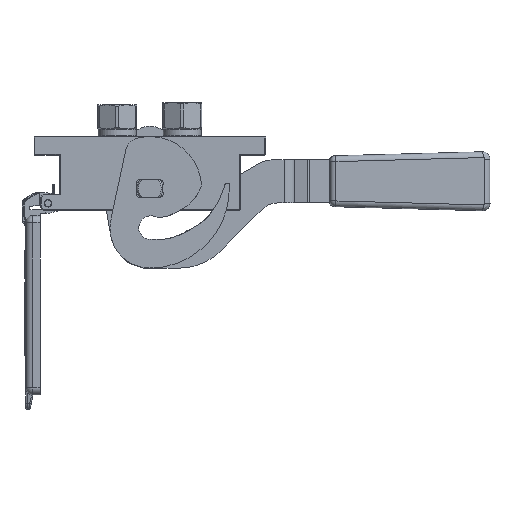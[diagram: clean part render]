
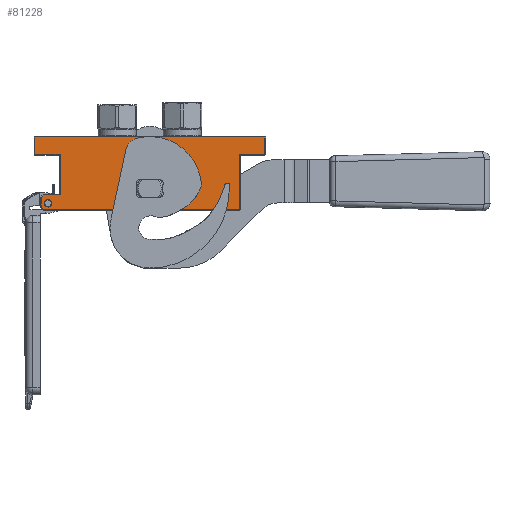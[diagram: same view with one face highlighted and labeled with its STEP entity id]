
A CAD part, front view. The second image highlights one B-rep face of the part: STEP entity #81228.
In plain terms, the highlighted planar face has unit normal (0, -1, 0).
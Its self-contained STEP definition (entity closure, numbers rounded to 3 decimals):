
#106 = VERTEX_POINT ( 'NONE', #91447 ) ;
#1838 = LINE ( 'NONE', #55535, #42603 ) ;
#2550 = LINE ( 'NONE', #65254, #87962 ) ;
#3880 = CARTESIAN_POINT ( 'NONE',  ( -72.85, 0., -46.3 ) ) ;
#4040 = VERTEX_POINT ( 'NONE', #79927 ) ;
#4366 = FACE_OUTER_BOUND ( 'NONE', #18517, .T. ) ;
#4382 = ORIENTED_EDGE ( 'NONE', *, *, #71980, .F. ) ;
#4582 = DIRECTION ( 'NONE',  ( 1., 0., 0. ) ) ;
#4764 = DIRECTION ( 'NONE',  ( 0., 1., 0. ) ) ;
#4766 = VECTOR ( 'NONE', #26349, 1000. ) ;
#6597 = DIRECTION ( 'NONE',  ( -1., 0., 0. ) ) ;
#8427 = VECTOR ( 'NONE', #28007, 1000. ) ;
#9095 = CARTESIAN_POINT ( 'NONE',  ( -79.5, 0., -0.5 ) ) ;
#10067 = DIRECTION ( 'NONE',  ( 0., 1., 0. ) ) ;
#10261 = VERTEX_POINT ( 'NONE', #108750 ) ;
#11726 = LINE ( 'NONE', #80759, #56335 ) ;
#11758 = CARTESIAN_POINT ( 'NONE',  ( -79.5, 0., -0.5 ) ) ;
#13449 = EDGE_CURVE ( 'NONE', #51355, #41636, #1838, .T. ) ;
#14162 = VECTOR ( 'NONE', #52161, 1000. ) ;
#15360 = ORIENTED_EDGE ( 'NONE', *, *, #31315, .T. ) ;
#16354 = DIRECTION ( 'NONE',  ( -0.707, 0., 0.707 ) ) ;
#17175 = DIRECTION ( 'NONE',  ( 0., 0., 1. ) ) ;
#18517 = EDGE_LOOP ( 'NONE', ( #28677, #51987, #99734, #53376, #108728, #39130, #23533, #46113, #70580, #45304, #15360, #91444 ) ) ;
#18624 = EDGE_CURVE ( 'NONE', #38902, #106, #66595, .T. ) ;
#18943 = VERTEX_POINT ( 'NONE', #3880 ) ;
#18960 = DIRECTION ( 'NONE',  ( -1., 0., 0. ) ) ;
#19586 = CARTESIAN_POINT ( 'NONE',  ( -79.5, 0., -12.5 ) ) ;
#19980 = CARTESIAN_POINT ( 'NONE',  ( -75., 0., -42.207 ) ) ;
#20366 = EDGE_CURVE ( 'NONE', #86862, #94176, #2550, .T. ) ;
#21838 = CARTESIAN_POINT ( 'NONE',  ( 62., 0., -50.8 ) ) ;
#23115 = DIRECTION ( 'NONE',  ( 0., 0., -1. ) ) ;
#23533 = ORIENTED_EDGE ( 'NONE', *, *, #77895, .T. ) ;
#24876 = VERTEX_POINT ( 'NONE', #106876 ) ;
#26212 = VERTEX_POINT ( 'NONE', #107985 ) ;
#26349 = DIRECTION ( 'NONE',  ( 0., 0., -1. ) ) ;
#27097 = LINE ( 'NONE', #9095, #4766 ) ;
#27198 = LINE ( 'NONE', #75015, #63942 ) ;
#28007 = DIRECTION ( 'NONE',  ( 0., 0., 1. ) ) ;
#28677 = ORIENTED_EDGE ( 'NONE', *, *, #82015, .T. ) ;
#28780 = DIRECTION ( 'NONE',  ( 0., 0., -1. ) ) ;
#31315 = EDGE_CURVE ( 'NONE', #79556, #43404, #89806, .T. ) ;
#32020 = DIRECTION ( 'NONE',  ( 0., 0., 1. ) ) ;
#32718 = CARTESIAN_POINT ( 'NONE',  ( 62., 0., -50.8 ) ) ;
#36474 = LINE ( 'NONE', #76479, #14162 ) ;
#38316 = EDGE_CURVE ( 'NONE', #41636, #79556, #53041, .T. ) ;
#38902 = VERTEX_POINT ( 'NONE', #82811 ) ;
#39130 = ORIENTED_EDGE ( 'NONE', *, *, #43286, .F. ) ;
#40882 = VECTOR ( 'NONE', #56217, 1000. ) ;
#41062 = CARTESIAN_POINT ( 'NONE',  ( 79.5, 0., -0.5 ) ) ;
#41636 = VERTEX_POINT ( 'NONE', #102159 ) ;
#42603 = VECTOR ( 'NONE', #4582, 1000. ) ;
#43286 = EDGE_CURVE ( 'NONE', #54096, #4040, #46420, .T. ) ;
#43404 = VERTEX_POINT ( 'NONE', #11758 ) ;
#43721 = FACE_BOUND ( 'NONE', #74175, .T. ) ;
#45304 = ORIENTED_EDGE ( 'NONE', *, *, #38316, .T. ) ;
#45846 = EDGE_CURVE ( 'NONE', #86862, #4040, #63261, .T. ) ;
#46058 = CARTESIAN_POINT ( 'NONE',  ( -73.293, 0., -50.8 ) ) ;
#46113 = ORIENTED_EDGE ( 'NONE', *, *, #80926, .T. ) ;
#46420 = LINE ( 'NONE', #66209, #67520 ) ;
#48180 = CIRCLE ( 'NONE', #106767, 11.3 ) ;
#49089 = EDGE_LOOP ( 'NONE', ( #52292, #49734 ) ) ;
#49734 = ORIENTED_EDGE ( 'NONE', *, *, #60026, .T. ) ;
#51355 = VERTEX_POINT ( 'NONE', #60380 ) ;
#51916 = DIRECTION ( 'NONE',  ( 0., -1., 0. ) ) ;
#51987 = ORIENTED_EDGE ( 'NONE', *, *, #100630, .T. ) ;
#52161 = DIRECTION ( 'NONE',  ( 1., 0., 0. ) ) ;
#52292 = ORIENTED_EDGE ( 'NONE', *, *, #18624, .T. ) ;
#53020 = CARTESIAN_POINT ( 'NONE',  ( -70.3, 0., -46.3 ) ) ;
#53041 = LINE ( 'NONE', #95849, #8427 ) ;
#53376 = ORIENTED_EDGE ( 'NONE', *, *, #20366, .F. ) ;
#53744 = EDGE_CURVE ( 'NONE', #43404, #95792, #27097, .T. ) ;
#54096 = VERTEX_POINT ( 'NONE', #46058 ) ;
#54983 = PLANE ( 'NONE',  #88137 ) ;
#55535 = CARTESIAN_POINT ( 'NONE',  ( 62., 0., -12.5 ) ) ;
#56217 = DIRECTION ( 'NONE',  ( 1., 0., 0. ) ) ;
#56335 = VECTOR ( 'NONE', #23115, 1000. ) ;
#56434 = DIRECTION ( 'NONE',  ( 0.707, 0., 0.707 ) ) ;
#56685 = VECTOR ( 'NONE', #28780, 1000. ) ;
#60026 = EDGE_CURVE ( 'NONE', #106, #38902, #48180, .T. ) ;
#60380 = CARTESIAN_POINT ( 'NONE',  ( 62., 0., -12.5 ) ) ;
#62084 = VECTOR ( 'NONE', #6597, 1000. ) ;
#62083 = FACE_BOUND ( 'NONE', #49089, .T. ) ;
#62320 = VERTEX_POINT ( 'NONE', #21838 ) ;
#62519 = CARTESIAN_POINT ( 'NONE',  ( -70.3, 0., -46.3 ) ) ;
#63229 = LINE ( 'NONE', #63609, #40882 ) ;
#63261 = LINE ( 'NONE', #19980, #56685 ) ;
#63609 = CARTESIAN_POINT ( 'NONE',  ( -79.5, 0., -12.5 ) ) ;
#63942 = VECTOR ( 'NONE', #94049, 1000. ) ;
#65254 = CARTESIAN_POINT ( 'NONE',  ( -75., 0., -42.207 ) ) ;
#65983 = EDGE_CURVE ( 'NONE', #24876, #18943, #83733, .T. ) ;
#66209 = CARTESIAN_POINT ( 'NONE',  ( -73.293, 0., -50.8 ) ) ;
#66595 = CIRCLE ( 'NONE', #87734, 11.3 ) ;
#67413 = VECTOR ( 'NONE', #32020, 1000. ) ;
#67520 = VECTOR ( 'NONE', #16354, 1000. ) ;
#68683 = CARTESIAN_POINT ( 'NONE',  ( -75., 0., -42.207 ) ) ;
#70340 = EDGE_CURVE ( 'NONE', #10261, #94176, #27198, .T. ) ;
#70580 = ORIENTED_EDGE ( 'NONE', *, *, #13449, .T. ) ;
#70821 = DIRECTION ( 'NONE',  ( 1., 0., 0. ) ) ;
#71317 = DIRECTION ( 'NONE',  ( 1., 0., 0. ) ) ;
#71840 = CARTESIAN_POINT ( 'NONE',  ( 79.5, 0., -0.5 ) ) ;
#71980 = EDGE_CURVE ( 'NONE', #18943, #24876, #104524, .T. ) ;
#74175 = EDGE_LOOP ( 'NONE', ( #4382, #101866 ) ) ;
#75015 = CARTESIAN_POINT ( 'NONE',  ( -62., 0., -40.5 ) ) ;
#75896 = DIRECTION ( 'NONE',  ( 0., 1., 0. ) ) ;
#76179 = DIRECTION ( 'NONE',  ( 0., 0., -1. ) ) ;
#76479 = CARTESIAN_POINT ( 'NONE',  ( -73.293, 0., -50.8 ) ) ;
#77895 = EDGE_CURVE ( 'NONE', #54096, #62320, #36474, .T. ) ;
#79556 = VERTEX_POINT ( 'NONE', #71840 ) ;
#79639 = CARTESIAN_POINT ( 'NONE',  ( 0., 0., 0. ) ) ;
#79927 = CARTESIAN_POINT ( 'NONE',  ( -75., 0., -49.093 ) ) ;
#80134 = DIRECTION ( 'NONE',  ( 0., -1., 0. ) ) ;
#80759 = CARTESIAN_POINT ( 'NONE',  ( -62., 0., -12.5 ) ) ;
#80926 = EDGE_CURVE ( 'NONE', #62320, #51355, #89782, .T. ) ;
#81228 = ADVANCED_FACE ( 'NONE', ( #4366, #62083, #43721 ), #54983, .F. ) ;
#82015 = EDGE_CURVE ( 'NONE', #95792, #26212, #63229, .T. ) ;
#82811 = CARTESIAN_POINT ( 'NONE',  ( 0., 0., -24.8 ) ) ;
#83733 = CIRCLE ( 'NONE', #85427, 2.55 ) ;
#85427 = AXIS2_PLACEMENT_3D ( 'NONE', #62519, #80134, #71317 ) ;
#86862 = VERTEX_POINT ( 'NONE', #68683 ) ;
#87734 = AXIS2_PLACEMENT_3D ( 'NONE', #92001, #75896, #17175 ) ;
#87962 = VECTOR ( 'NONE', #56434, 1000. ) ;
#88137 = AXIS2_PLACEMENT_3D ( 'NONE', #79639, #4764, #70821 ) ;
#89782 = LINE ( 'NONE', #32718, #67413 ) ;
#89806 = LINE ( 'NONE', #41062, #62084 ) ;
#91444 = ORIENTED_EDGE ( 'NONE', *, *, #53744, .T. ) ;
#91447 = CARTESIAN_POINT ( 'NONE',  ( 0., 0., -47.4 ) ) ;
#92001 = CARTESIAN_POINT ( 'NONE',  ( 0., 0., -36.1 ) ) ;
#93731 = CARTESIAN_POINT ( 'NONE',  ( 0., 0., -36.1 ) ) ;
#94049 = DIRECTION ( 'NONE',  ( -1., 0., 0. ) ) ;
#94176 = VERTEX_POINT ( 'NONE', #108594 ) ;
#95792 = VERTEX_POINT ( 'NONE', #19586 ) ;
#95849 = CARTESIAN_POINT ( 'NONE',  ( 79.5, 0., -12.5 ) ) ;
#99734 = ORIENTED_EDGE ( 'NONE', *, *, #70340, .T. ) ;
#99841 = AXIS2_PLACEMENT_3D ( 'NONE', #53020, #51916, #18960 ) ;
#100630 = EDGE_CURVE ( 'NONE', #26212, #10261, #11726, .T. ) ;
#101866 = ORIENTED_EDGE ( 'NONE', *, *, #65983, .F. ) ;
#102159 = CARTESIAN_POINT ( 'NONE',  ( 79.5, 0., -12.5 ) ) ;
#104524 = CIRCLE ( 'NONE', #99841, 2.55 ) ;
#106767 = AXIS2_PLACEMENT_3D ( 'NONE', #93731, #10067, #76179 ) ;
#106876 = CARTESIAN_POINT ( 'NONE',  ( -67.75, 0., -46.3 ) ) ;
#107985 = CARTESIAN_POINT ( 'NONE',  ( -62., 0., -12.5 ) ) ;
#108594 = CARTESIAN_POINT ( 'NONE',  ( -73.293, 0., -40.5 ) ) ;
#108728 = ORIENTED_EDGE ( 'NONE', *, *, #45846, .T. ) ;
#108750 = CARTESIAN_POINT ( 'NONE',  ( -62., 0., -40.5 ) ) ;
